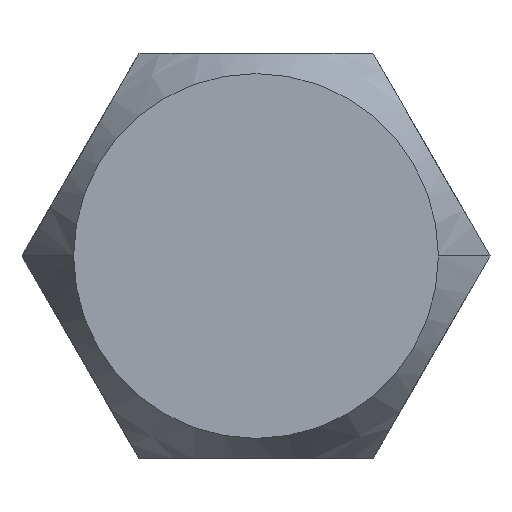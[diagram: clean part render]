
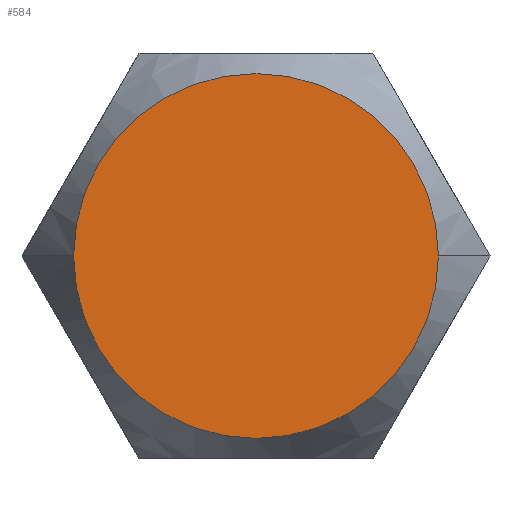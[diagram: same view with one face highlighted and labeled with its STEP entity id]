
A CAD part, front view. The second image highlights one B-rep face of the part: STEP entity #584.
In plain terms, the highlighted planar face has unit normal (0, -1, 0).
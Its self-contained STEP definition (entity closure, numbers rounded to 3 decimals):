
#146 = DIRECTION ( 'NONE',  ( 0., 1., 0. ) ) ;
#244 = VERTEX_POINT ( 'NONE', #1818 ) ;
#584 = ADVANCED_FACE ( 'NONE', ( #2371 ), #1042, .T. ) ;
#771 = DIRECTION ( 'NONE',  ( -1., 0., 0. ) ) ;
#1037 = CIRCLE ( 'NONE', #2817, 2.858 ) ;
#1042 = PLANE ( 'NONE',  #3777 ) ;
#1097 = DIRECTION ( 'NONE',  ( 0., -1., 0. ) ) ;
#1276 = EDGE_CURVE ( 'NONE', #1944, #244, #1037, .T. ) ;
#1424 = EDGE_CURVE ( 'NONE', #244, #1944, #3990, .T. ) ;
#1746 = DIRECTION ( 'NONE',  ( 1., 0., 0. ) ) ;
#1770 = AXIS2_PLACEMENT_3D ( 'NONE', #3270, #3925, #771 ) ;
#1818 = CARTESIAN_POINT ( 'NONE',  ( -2.858, 0., 0. ) ) ;
#1944 = VERTEX_POINT ( 'NONE', #3159 ) ;
#1997 = CARTESIAN_POINT ( 'NONE',  ( 0., 0., 0. ) ) ;
#2280 = ORIENTED_EDGE ( 'NONE', *, *, #1424, .F. ) ;
#2371 = FACE_OUTER_BOUND ( 'NONE', #3242, .T. ) ;
#2402 = CARTESIAN_POINT ( 'NONE',  ( 1.833, 0., 3.175 ) ) ;
#2775 = ORIENTED_EDGE ( 'NONE', *, *, #1276, .F. ) ;
#2817 = AXIS2_PLACEMENT_3D ( 'NONE', #1997, #146, #3531 ) ;
#3159 = CARTESIAN_POINT ( 'NONE',  ( 2.858, 0., 0. ) ) ;
#3242 = EDGE_LOOP ( 'NONE', ( #2280, #2775 ) ) ;
#3270 = CARTESIAN_POINT ( 'NONE',  ( 0., 0., 0. ) ) ;
#3531 = DIRECTION ( 'NONE',  ( -1., 0., 0. ) ) ;
#3777 = AXIS2_PLACEMENT_3D ( 'NONE', #2402, #1097, #1746 ) ;
#3925 = DIRECTION ( 'NONE',  ( 0., 1., 0. ) ) ;
#3990 = CIRCLE ( 'NONE', #1770, 2.858 ) ;
